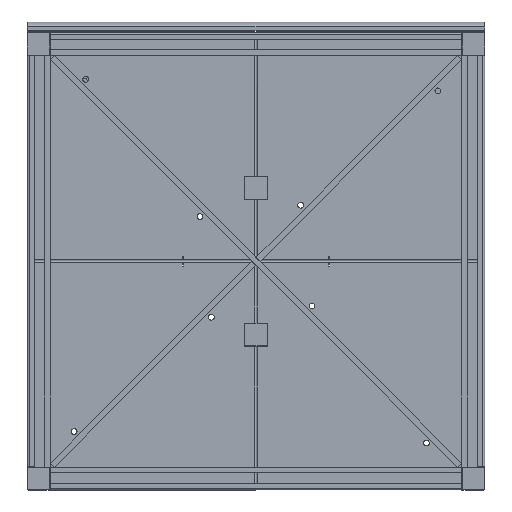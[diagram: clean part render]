
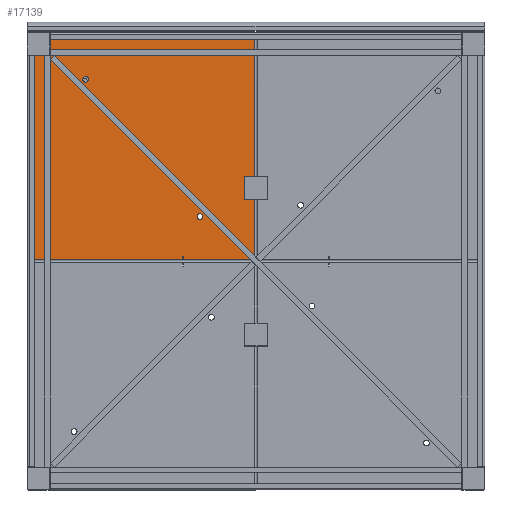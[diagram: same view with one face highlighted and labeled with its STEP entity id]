
A CAD part, front view. The second image highlights one B-rep face of the part: STEP entity #17139.
In plain terms, the highlighted planar face has unit normal (0, -1, 0).
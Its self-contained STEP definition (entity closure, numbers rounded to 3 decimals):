
#1129 = ORIENTED_EDGE ( 'NONE', *, *, #6361, .F. ) ;
#1248 = ORIENTED_EDGE ( 'NONE', *, *, #31853, .T. ) ;
#1254 = AXIS2_PLACEMENT_3D ( 'NONE', #1894, #18432, #47577 ) ;
#1894 = CARTESIAN_POINT ( 'NONE',  ( 0., -4., 0. ) ) ;
#2075 = LINE ( 'NONE', #10212, #20242 ) ;
#2992 = DIRECTION ( 'NONE',  ( 1., 0., 0. ) ) ;
#3218 = DIRECTION ( 'NONE',  ( 0., 0., -1. ) ) ;
#3505 = CARTESIAN_POINT ( 'NONE',  ( -173., -4., -489. ) ) ;
#3571 = DIRECTION ( 'NONE',  ( 0., 0., 1. ) ) ;
#3587 = VERTEX_POINT ( 'NONE', #44321 ) ;
#3891 = ORIENTED_EDGE ( 'NONE', *, *, #34292, .T. ) ;
#4366 = CARTESIAN_POINT ( 'NONE',  ( -300., -4., -250. ) ) ;
#5195 = EDGE_CURVE ( 'NONE', #6931, #16371, #31961, .T. ) ;
#5483 = VERTEX_POINT ( 'NONE', #34651 ) ;
#5718 = CARTESIAN_POINT ( 'NONE',  ( -497., -4., 497. ) ) ;
#6099 = EDGE_CURVE ( 'NONE', #3587, #22840, #10412, .T. ) ;
#6166 = ORIENTED_EDGE ( 'NONE', *, *, #23741, .T. ) ;
#6361 = EDGE_CURVE ( 'NONE', #53299, #8015, #51662, .T. ) ;
#6656 = CARTESIAN_POINT ( 'NONE',  ( -176., -4., -474. ) ) ;
#6715 = LINE ( 'NONE', #36327, #38557 ) ;
#6931 = VERTEX_POINT ( 'NONE', #31377 ) ;
#7073 = LINE ( 'NONE', #7604, #19543 ) ;
#7420 = CARTESIAN_POINT ( 'NONE',  ( -176., -4., -489. ) ) ;
#7431 = EDGE_CURVE ( 'NONE', #22840, #3587, #13809, .T. ) ;
#7479 = CARTESIAN_POINT ( 'NONE',  ( -173., -4., -474. ) ) ;
#7577 = CARTESIAN_POINT ( 'NONE',  ( 300., -4., 250. ) ) ;
#7581 = VECTOR ( 'NONE', #27145, 1000. ) ;
#7604 = CARTESIAN_POINT ( 'NONE',  ( -492.293, -4., -489. ) ) ;
#7795 = ORIENTED_EDGE ( 'NONE', *, *, #11405, .T. ) ;
#8015 = VERTEX_POINT ( 'NONE', #12982 ) ;
#8182 = CARTESIAN_POINT ( 'NONE',  ( -489., -4., -176. ) ) ;
#8286 = VECTOR ( 'NONE', #19342, 1000. ) ;
#9396 = VERTEX_POINT ( 'NONE', #16260 ) ;
#9815 = CARTESIAN_POINT ( 'NONE',  ( -176., -4., -489. ) ) ;
#10212 = CARTESIAN_POINT ( 'NONE',  ( -173., -4., -489. ) ) ;
#10412 = CIRCLE ( 'NONE', #24279, 12.5 ) ;
#11405 = EDGE_CURVE ( 'NONE', #21758, #33062, #2075, .T. ) ;
#12233 = VERTEX_POINT ( 'NONE', #7420 ) ;
#12326 = CARTESIAN_POINT ( 'NONE',  ( -176., -4., -474. ) ) ;
#12982 = CARTESIAN_POINT ( 'NONE',  ( 497., -4., 497. ) ) ;
#13558 = ORIENTED_EDGE ( 'NONE', *, *, #38784, .T. ) ;
#13809 = CIRCLE ( 'NONE', #44246, 12.5 ) ;
#14144 = ORIENTED_EDGE ( 'NONE', *, *, #25021, .T. ) ;
#15489 = DIRECTION ( 'NONE',  ( 0., 1., 0. ) ) ;
#15499 = DIRECTION ( 'NONE',  ( 0., 1., 0. ) ) ;
#15634 = DIRECTION ( 'NONE',  ( 1., 0., 0. ) ) ;
#16260 = CARTESIAN_POINT ( 'NONE',  ( -489., -4., -489. ) ) ;
#16371 = VERTEX_POINT ( 'NONE', #27796 ) ;
#17139 = ADVANCED_FACE ( 'NONE', ( #48120, #19227, #35583 ), #27134, .F. ) ;
#17484 = AXIS2_PLACEMENT_3D ( 'NONE', #20792, #40939, #19982 ) ;
#18432 = DIRECTION ( 'NONE',  ( 0., 1., 0. ) ) ;
#18477 = CIRCLE ( 'NONE', #17484, 12.5 ) ;
#19227 = FACE_BOUND ( 'NONE', #28044, .T. ) ;
#19342 = DIRECTION ( 'NONE',  ( -1., 0., 0. ) ) ;
#19402 = ORIENTED_EDGE ( 'NONE', *, *, #29930, .F. ) ;
#19543 = VECTOR ( 'NONE', #2992, 1000. ) ;
#19982 = DIRECTION ( 'NONE',  ( 0., 0., 1. ) ) ;
#20242 = VECTOR ( 'NONE', #27594, 1000. ) ;
#20282 = VECTOR ( 'NONE', #53736, 1000. ) ;
#20747 = EDGE_CURVE ( 'NONE', #9396, #12233, #7073, .T. ) ;
#20792 = CARTESIAN_POINT ( 'NONE',  ( 300., -4., 250. ) ) ;
#21104 = VECTOR ( 'NONE', #3218, 1000. ) ;
#21445 = AXIS2_PLACEMENT_3D ( 'NONE', #7577, #24139, #40752 ) ;
#21758 = VERTEX_POINT ( 'NONE', #7479 ) ;
#22840 = VERTEX_POINT ( 'NONE', #38785 ) ;
#23177 = LINE ( 'NONE', #43621, #8286 ) ;
#23222 = VECTOR ( 'NONE', #43034, 1000. ) ;
#23469 = VERTEX_POINT ( 'NONE', #40070 ) ;
#23741 = EDGE_CURVE ( 'NONE', #12233, #47407, #47112, .T. ) ;
#23925 = CARTESIAN_POINT ( 'NONE',  ( -300., -4., -250. ) ) ;
#24139 = DIRECTION ( 'NONE',  ( 0., 1., 0. ) ) ;
#24279 = AXIS2_PLACEMENT_3D ( 'NONE', #23925, #15489, #36992 ) ;
#25021 = EDGE_CURVE ( 'NONE', #47407, #21758, #49617, .T. ) ;
#26966 = CARTESIAN_POINT ( 'NONE',  ( -489., -4., 497. ) ) ;
#27132 = CARTESIAN_POINT ( 'NONE',  ( 497., -4., -497. ) ) ;
#27134 = PLANE ( 'NONE',  #1254 ) ;
#27145 = DIRECTION ( 'NONE',  ( 1., 0., 0. ) ) ;
#27208 = VECTOR ( 'NONE', #48086, 1000. ) ;
#27594 = DIRECTION ( 'NONE',  ( 0., 0., -1. ) ) ;
#27796 = CARTESIAN_POINT ( 'NONE',  ( -474., -4., -173. ) ) ;
#27930 = LINE ( 'NONE', #27132, #21104 ) ;
#28044 = EDGE_LOOP ( 'NONE', ( #53132, #39377 ) ) ;
#29375 = ORIENTED_EDGE ( 'NONE', *, *, #47024, .F. ) ;
#29464 = VECTOR ( 'NONE', #52919, 1000. ) ;
#29930 = EDGE_CURVE ( 'NONE', #8015, #5483, #27930, .T. ) ;
#30442 = EDGE_CURVE ( 'NONE', #33062, #5483, #49387, .T. ) ;
#30980 = CARTESIAN_POINT ( 'NONE',  ( -489., -4., 497. ) ) ;
#31377 = CARTESIAN_POINT ( 'NONE',  ( -474., -4., -176. ) ) ;
#31628 = EDGE_LOOP ( 'NONE', ( #29375, #3891, #49558, #6166, #14144, #7795, #40259, #19402, #1129, #13558, #46083, #33097 ) ) ;
#31725 = LINE ( 'NONE', #36081, #27208 ) ;
#31853 = EDGE_CURVE ( 'NONE', #31922, #47503, #18477, .T. ) ;
#31922 = VERTEX_POINT ( 'NONE', #46663 ) ;
#31961 = LINE ( 'NONE', #35519, #29464 ) ;
#33062 = VERTEX_POINT ( 'NONE', #3505 ) ;
#33097 = ORIENTED_EDGE ( 'NONE', *, *, #5195, .F. ) ;
#34292 = EDGE_CURVE ( 'NONE', #49430, #9396, #31725, .T. ) ;
#34651 = CARTESIAN_POINT ( 'NONE',  ( 497., -4., -489. ) ) ;
#34799 = DIRECTION ( 'NONE',  ( 0., 0., -1. ) ) ;
#35519 = CARTESIAN_POINT ( 'NONE',  ( -474., -4., -176. ) ) ;
#35583 = FACE_OUTER_BOUND ( 'NONE', #31628, .T. ) ;
#36081 = CARTESIAN_POINT ( 'NONE',  ( -489., -4., 497. ) ) ;
#36327 = CARTESIAN_POINT ( 'NONE',  ( -489., -4., -176. ) ) ;
#36493 = EDGE_CURVE ( 'NONE', #16371, #23469, #23177, .T. ) ;
#36992 = DIRECTION ( 'NONE',  ( 0., 0., 1. ) ) ;
#38425 = DIRECTION ( 'NONE',  ( 1., 0., 0. ) ) ;
#38557 = VECTOR ( 'NONE', #15634, 1000. ) ;
#38784 = EDGE_CURVE ( 'NONE', #53299, #23469, #48415, .T. ) ;
#38785 = CARTESIAN_POINT ( 'NONE',  ( -300., -4., -237.5 ) ) ;
#38833 = VECTOR ( 'NONE', #34799, 1000. ) ;
#38925 = EDGE_LOOP ( 'NONE', ( #1248, #42479 ) ) ;
#39377 = ORIENTED_EDGE ( 'NONE', *, *, #6099, .T. ) ;
#40070 = CARTESIAN_POINT ( 'NONE',  ( -489., -4., -173. ) ) ;
#40259 = ORIENTED_EDGE ( 'NONE', *, *, #30442, .T. ) ;
#40752 = DIRECTION ( 'NONE',  ( 0., 0., 1. ) ) ;
#40939 = DIRECTION ( 'NONE',  ( 0., 1., 0. ) ) ;
#42479 = ORIENTED_EDGE ( 'NONE', *, *, #52256, .T. ) ;
#43034 = DIRECTION ( 'NONE',  ( 0., 0., 1. ) ) ;
#43621 = CARTESIAN_POINT ( 'NONE',  ( -489., -4., -173. ) ) ;
#44246 = AXIS2_PLACEMENT_3D ( 'NONE', #4366, #15499, #3571 ) ;
#44321 = CARTESIAN_POINT ( 'NONE',  ( -300., -4., -262.5 ) ) ;
#46083 = ORIENTED_EDGE ( 'NONE', *, *, #36493, .F. ) ;
#46663 = CARTESIAN_POINT ( 'NONE',  ( 300., -4., 262.5 ) ) ;
#47024 = EDGE_CURVE ( 'NONE', #49430, #6931, #6715, .T. ) ;
#47112 = LINE ( 'NONE', #9815, #23222 ) ;
#47407 = VERTEX_POINT ( 'NONE', #6656 ) ;
#47503 = VERTEX_POINT ( 'NONE', #53131 ) ;
#47577 = DIRECTION ( 'NONE',  ( 0., 0., 1. ) ) ;
#47926 = VECTOR ( 'NONE', #38425, 1000. ) ;
#48086 = DIRECTION ( 'NONE',  ( 0., 0., -1. ) ) ;
#48120 = FACE_BOUND ( 'NONE', #38925, .T. ) ;
#48415 = LINE ( 'NONE', #30980, #38833 ) ;
#48848 = CARTESIAN_POINT ( 'NONE',  ( -492.293, -4., -489. ) ) ;
#49387 = LINE ( 'NONE', #48848, #20282 ) ;
#49430 = VERTEX_POINT ( 'NONE', #8182 ) ;
#49558 = ORIENTED_EDGE ( 'NONE', *, *, #20747, .T. ) ;
#49617 = LINE ( 'NONE', #12326, #47926 ) ;
#51662 = LINE ( 'NONE', #5718, #7581 ) ;
#51878 = CIRCLE ( 'NONE', #21445, 12.5 ) ;
#52256 = EDGE_CURVE ( 'NONE', #47503, #31922, #51878, .T. ) ;
#52919 = DIRECTION ( 'NONE',  ( 0., 0., 1. ) ) ;
#53131 = CARTESIAN_POINT ( 'NONE',  ( 300., -4., 237.5 ) ) ;
#53132 = ORIENTED_EDGE ( 'NONE', *, *, #7431, .T. ) ;
#53299 = VERTEX_POINT ( 'NONE', #26966 ) ;
#53736 = DIRECTION ( 'NONE',  ( 1., 0., 0. ) ) ;
